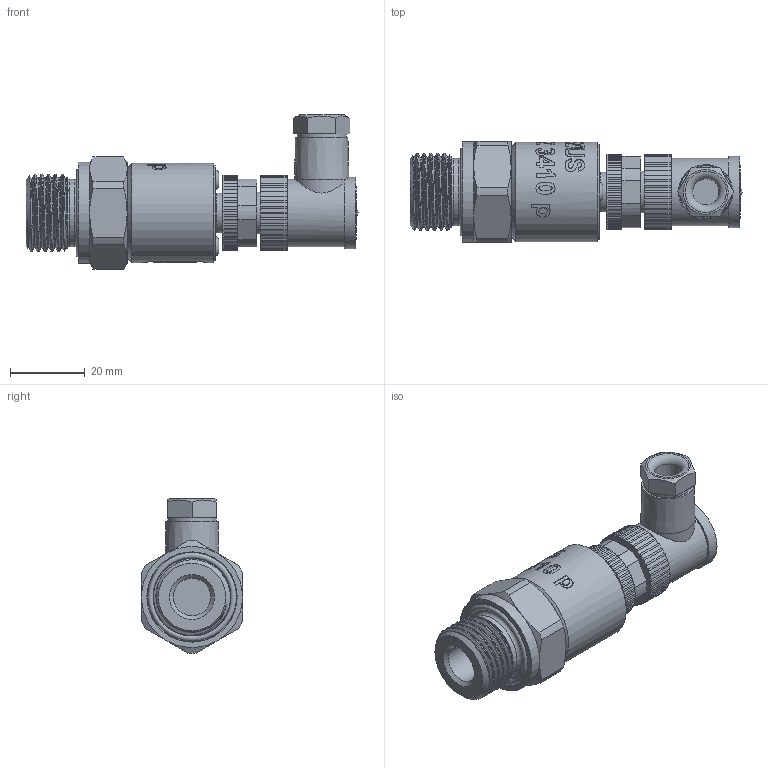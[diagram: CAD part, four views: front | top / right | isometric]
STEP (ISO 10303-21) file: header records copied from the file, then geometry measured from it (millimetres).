
FILE_DESCRIPTION(/* description */ (''),/* implementation_level */ '2;1');
FILE_NAME(/* name */ 'ASZ3410p_G1''2-openport-pvdf_M12x1-angular.step',/* time_stamp */ '2021-07-29T09:57:39+03:00',/* author */ (''),/* organization */ (''),/* preprocessor_version */ 'ST-DEVELOPER v18.1',/* originating_system */ 'Autodesk Translation Framework v10.9.0.1377',/* authorisation */ '');
FILE_SCHEMA (('AUTOMOTIVE_DESIGN { 1 0 10303 214 3 1 1 }'));
Length unit declared in the file: millimetre
Products named in the file (4): АСЗ 3420(3410) p - filled; block; M12x1 female angular v10; G1\2 openport PVDF
Assembly tree (3 placements, depth 2):
  АСЗ 3420(3410) p - filled
    block
    M12x1 female angular v10
    G1\2 openport PVDF
Bounding box: 88.66 x 27 x 41.2 mm (x, y, z)
Volume: 35002.4 mm3; surface area: 13985.2 mm2
Topology: 5 solids, 7 shells, 795 faces, 2140 edges, 1416 vertices
Faces by surface type: bspline 334, cylinder 277, plane 146, cone 24, torus 13, sphere 1
Full cylindrical faces by diameter (mm): 1 x8, 4.34 x2, 5.4 x2, 7 x1, 8 x1, 8.2 x1, 9.471 x2, 10 x1, 10.6 x2, 10.741 x5, 11.035 x4, 11.156 x1, 11.884 x4, 12.152 x4, 13 x1, 18 x2, 18.631 x5, 19 x1, 20.5 x1, 23.7 x1, 26.5 x1, 26.98 x1
Entity records: 36350 total; most frequent: CARTESIAN_POINT 18284, ORIENTED_EDGE 4280, DIRECTION 2843, EDGE_CURVE 2140, VERTEX_POINT 1416, AXIS2_PLACEMENT_3D 1011, EDGE_LOOP 856, LINE 821
